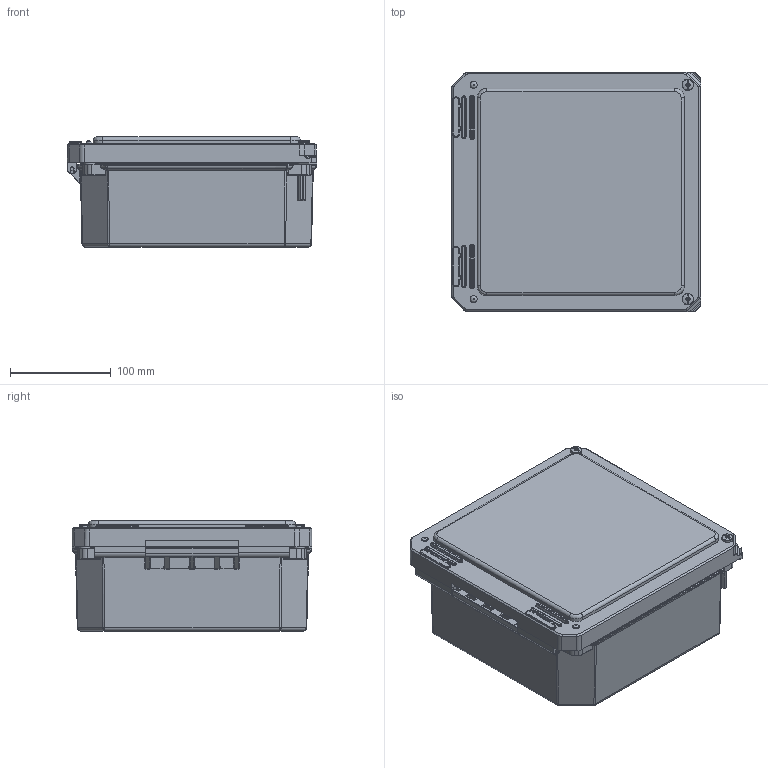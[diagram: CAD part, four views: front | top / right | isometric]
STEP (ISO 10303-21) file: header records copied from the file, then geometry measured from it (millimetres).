
FILE_DESCRIPTION(/* description */ (''),/* implementation_level */ '2;1');
FILE_NAME(/* name */ 'HW-80804CHSC.stp',/* time_stamp */ '2014-03-13T05:48:41-05:00',/* author */ ('pmescher'),/* organization */ (''),/* preprocessor_version */ 'ST-DEVELOPER v15.2',/* originating_system */ 'Autodesk Inventor 2014',/* authorisation */ '');
FILE_SCHEMA (('AUTOMOTIVE_DESIGN { 1 0 10303 214 3 1 1 }'));
Products named in the file (14): DS080804BOX; BRASS INSERT-(; BRASS INSERT-(_1; BRASS INSERT-(_2; RMHINGAT40006-02; DS080804CVR; GA808; WP808HWU; COVER SCREW; O_RING_COVER; BRASS INSERT-(_3; DS COVER  BUSH; 0808 Vanity Plug; DS80804HW_STP
Bounding box: 248.06 x 238.56 x 109.48 mm (x, y, z)
Volume: 850530.7 mm3; surface area: 463220.3 mm2
Topology: 29 solids, 29 shells, 2176 faces, 5290 edges, 3086 vertices
Faces by surface type: cylinder 827, plane 699, bspline 380, torus 142, cone 80, sphere 48
Full cylindrical faces by diameter (mm): 3.429 x2, 3.48 x2, 3.81 x2, 3.861 x8, 3.962 x16, 5.055 x2, 5.3 x2, 5.563 x2, 5.766 x2, 6.248 x16, 6.401 x4, 6.426 x4, 7.938 x2, 11.049 x2, 11.43 x2
Entity records: 74227 total; most frequent: CARTESIAN_POINT 29785, DIRECTION 9421, ORIENTED_EDGE 9110, EDGE_CURVE 4555, AXIS2_PLACEMENT_3D 3643, VERTEX_POINT 2726, LINE 2135, VECTOR 2135
